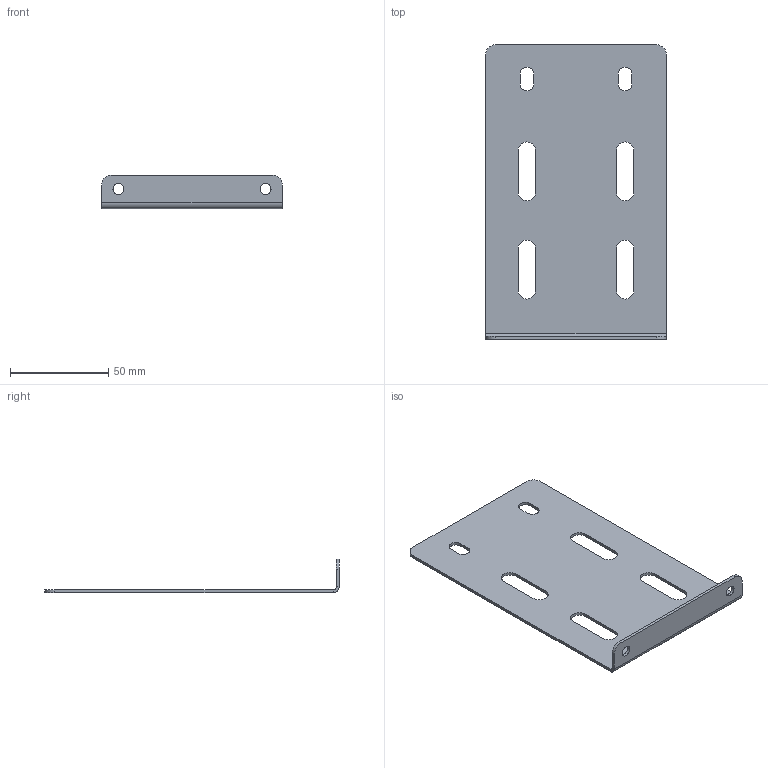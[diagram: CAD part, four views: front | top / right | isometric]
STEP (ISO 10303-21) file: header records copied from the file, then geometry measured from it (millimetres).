
FILE_DESCRIPTION((''),'2;1');
FILE_NAME('PPBS0100_ASM','2020-09-09T08:59:00',('SYSTEM'),(''),'CREO PARAMETRIC BY PTC INC, 2019030','CREO PARAMETRIC BY PTC INC, 2019030','');
FILE_SCHEMA(('CONFIG_CONTROL_DESIGN','SHAPE_APPEARANCE_LAYERS_GROUPS'));
Length unit declared in the file: millimetre
Products named in the file (2): 862108_002_PRT; PPBS0100_ASM
Assembly tree (1 placements, depth 2):
  PPBS0100_ASM
    862108_002_PRT
Bounding box: 92 x 150 x 17 mm (x, y, z)
Volume: 20866.1 mm3; surface area: 29147.7 mm2
Topology: 1 solids, 1 shells, 46 faces, 124 edges, 80 vertices
Faces by surface type: plane 24, cylinder 22
Entity records: 1560 total; most frequent: DIRECTION 266, CARTESIAN_POINT 253, ORIENTED_EDGE 248, EDGE_CURVE 124, AXIS2_PLACEMENT_3D 93, VECTOR 80, LINE 80, VERTEX_POINT 80
